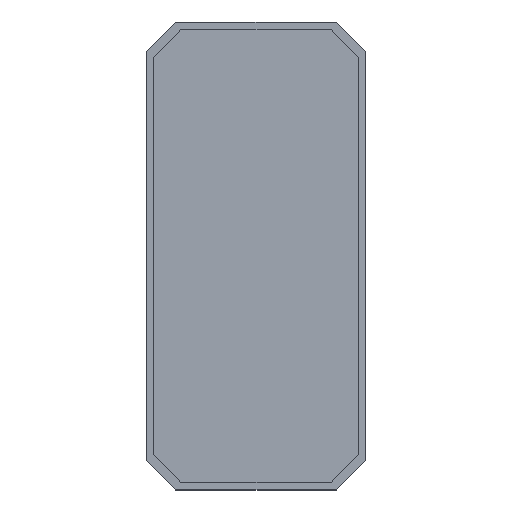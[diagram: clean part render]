
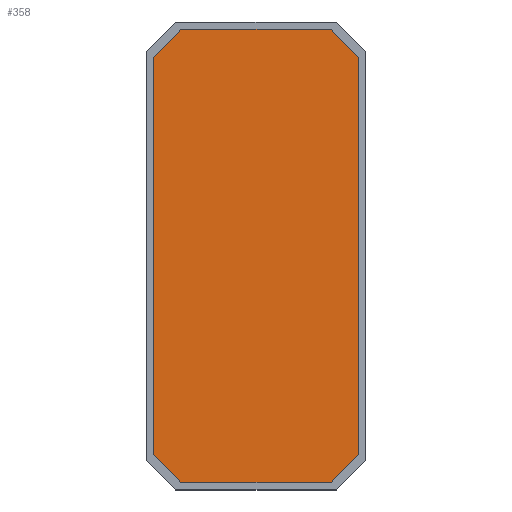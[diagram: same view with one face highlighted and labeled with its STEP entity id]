
A CAD part, top view. The second image highlights one B-rep face of the part: STEP entity #358.
In plain terms, the highlighted planar face has unit normal (0, 0, 1).
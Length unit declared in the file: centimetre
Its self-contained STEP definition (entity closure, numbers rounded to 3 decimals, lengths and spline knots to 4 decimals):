
#26=FACE_OUTER_BOUND($,#46,.T.);
#46=EDGE_LOOP($,(#286,#287,#288,#289,#290,#291,#292,#293));
#80=LINE($,#539,#128);
#82=LINE($,#543,#130);
#85=LINE($,#549,#133);
#86=LINE($,#551,#134);
#87=LINE($,#553,#135);
#88=LINE($,#555,#136);
#89=LINE($,#557,#137);
#90=LINE($,#558,#138);
#128=VECTOR($,#441,0.0269);
#130=VECTOR($,#445,0.1027);
#133=VECTOR($,#450,0.2713);
#134=VECTOR($,#451,0.0269);
#135=VECTOR($,#452,0.1027);
#136=VECTOR($,#453,0.0269);
#137=VECTOR($,#454,0.2713);
#138=VECTOR($,#455,0.0269);
#168=VERTEX_POINT($,#536);
#169=VERTEX_POINT($,#538);
#170=VERTEX_POINT($,#542);
#172=VERTEX_POINT($,#548);
#173=VERTEX_POINT($,#550);
#174=VERTEX_POINT($,#552);
#175=VERTEX_POINT($,#554);
#176=VERTEX_POINT($,#556);
#208=EDGE_CURVE($,#168,#169,#80,.T.);
#210=EDGE_CURVE($,#170,#169,#82,.T.);
#213=EDGE_CURVE($,#168,#172,#85,.T.);
#214=EDGE_CURVE($,#173,#172,#86,.T.);
#215=EDGE_CURVE($,#173,#174,#87,.T.);
#216=EDGE_CURVE($,#175,#174,#88,.T.);
#217=EDGE_CURVE($,#175,#176,#89,.T.);
#218=EDGE_CURVE($,#170,#176,#90,.T.);
#286=ORIENTED_EDGE($,*,*,#208,.F.);
#287=ORIENTED_EDGE($,*,*,#213,.T.);
#288=ORIENTED_EDGE($,*,*,#214,.F.);
#289=ORIENTED_EDGE($,*,*,#215,.T.);
#290=ORIENTED_EDGE($,*,*,#216,.F.);
#291=ORIENTED_EDGE($,*,*,#217,.T.);
#292=ORIENTED_EDGE($,*,*,#218,.F.);
#293=ORIENTED_EDGE($,*,*,#210,.T.);
#338=PLANE($,#383);
#358=ADVANCED_FACE($,(#26),#338,.T.);
#383=AXIS2_PLACEMENT_3D($,#547,#448,#449);
#441=DIRECTION($,(0.694,0.72,0.));
#445=DIRECTION($,(-1.,0.,0.));
#448=DIRECTION('center_axis',(0.,0.,1.));
#449=DIRECTION('ref_axis',(1.,0.,0.));
#450=DIRECTION($,(0.,-1.,0.));
#451=DIRECTION($,(-0.694,0.72,0.));
#452=DIRECTION($,(1.,0.,0.));
#453=DIRECTION($,(-0.694,-0.72,0.));
#454=DIRECTION($,(0.,1.,0.));
#455=DIRECTION($,(0.694,-0.72,0.));
#536=CARTESIAN_POINT('',(-0.1429,0.1795,0.095));
#538=CARTESIAN_POINT('',(-0.1243,0.1988,0.095));
#539=CARTESIAN_POINT($,(-0.1534,0.1686,0.095));
#542=CARTESIAN_POINT('',(-0.0216,0.1988,0.095));
#543=CARTESIAN_POINT($,(-0.0729,0.1988,0.095));
#547=CARTESIAN_POINT('Origin',(-0.0729,0.0438,0.095));
#548=CARTESIAN_POINT('',(-0.1429,-0.0918,0.095));
#549=CARTESIAN_POINT($,(-0.1429,0.0438,0.095));
#550=CARTESIAN_POINT('',(-0.1243,-0.1112,0.095));
#551=CARTESIAN_POINT($,(-0.1534,-0.0809,0.095));
#552=CARTESIAN_POINT('',(-0.0216,-0.1112,0.095));
#553=CARTESIAN_POINT($,(-0.0729,-0.1112,0.095));
#554=CARTESIAN_POINT('',(-0.0029,-0.0918,0.095));
#555=CARTESIAN_POINT($,(0.0076,-0.0809,0.095));
#556=CARTESIAN_POINT('',(-0.0029,0.1795,0.095));
#557=CARTESIAN_POINT($,(-0.0029,0.0438,0.095));
#558=CARTESIAN_POINT($,(0.0076,0.1686,0.095));
